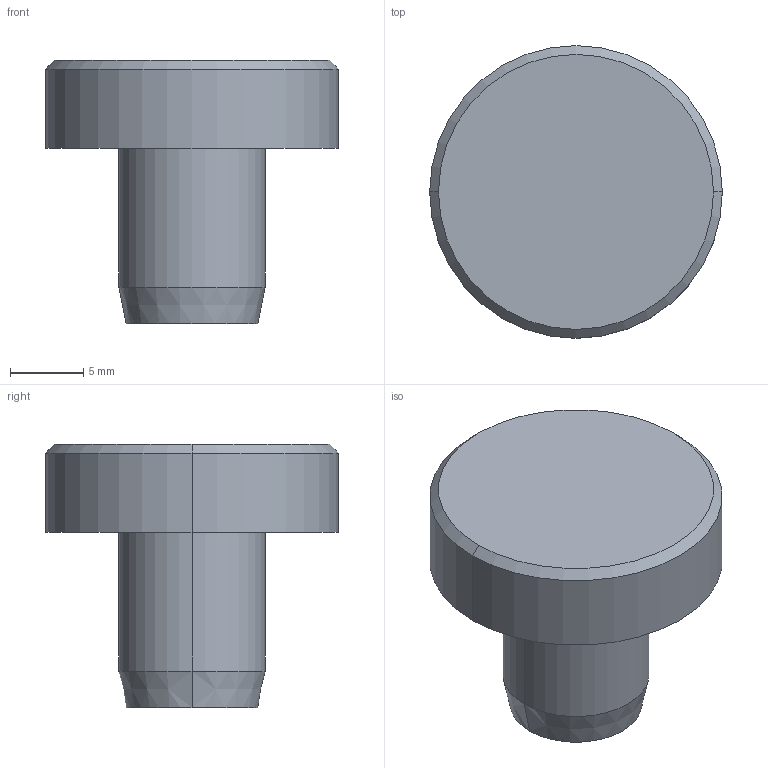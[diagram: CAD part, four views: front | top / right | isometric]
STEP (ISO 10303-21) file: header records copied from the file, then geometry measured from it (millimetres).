
FILE_DESCRIPTION(('STEP AP214'),'1');
FILE_NAME(' ',' ',('TraceParts'),('TraceParts S.A.'),'XStep 1.0',' ',' ');
FILE_SCHEMA(('automotive_design'));
Length unit declared in the file: millimetre
Products named in the file (1): 1
Bounding box: 20 x 20 x 18 mm (x, y, z)
Volume: 2797.4 mm3; surface area: 1342.4 mm2
Topology: 1 solids, 1 shells, 11 faces, 20 edges, 12 vertices
Faces by surface type: cone 4, cylinder 4, plane 3
Entity records: 538 total; most frequent: DIRECTION 56, CARTESIAN_POINT 44, STYLED_ITEM 43, PRESENTATION_STYLE_ASSIGNMENT 43, COLOUR_RGB 43, ORIENTED_EDGE 40, AXIS2_PLACEMENT_3D 24, EDGE_CURVE 20
